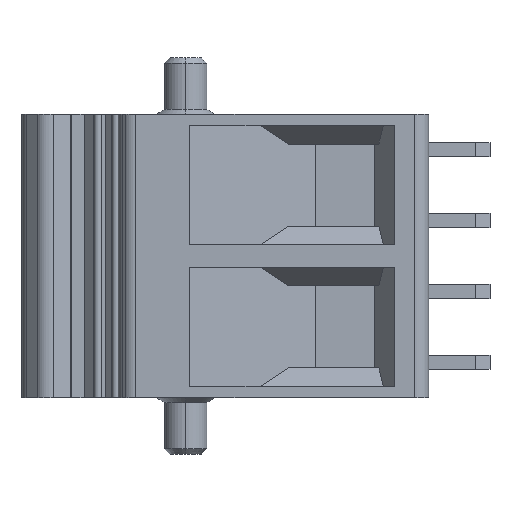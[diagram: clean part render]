
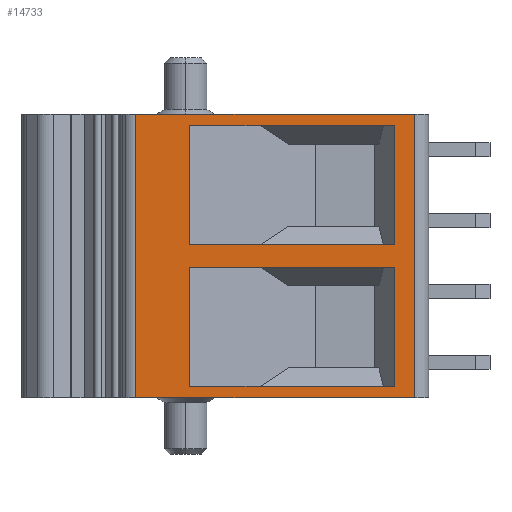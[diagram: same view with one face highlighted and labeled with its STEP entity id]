
A CAD part, left-side view. The second image highlights one B-rep face of the part: STEP entity #14733.
In plain terms, the highlighted planar face has unit normal (-1, 0, 0).
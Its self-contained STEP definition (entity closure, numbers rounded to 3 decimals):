
#3662=DIRECTION('',(0.,1.,0.));
#3663=VECTOR('',#3662,14.466);
#3664=CARTESIAN_POINT('',(-1493.307,-3765.693,
4.2));
#3665=LINE('',#3664,#3663);
#3666=DIRECTION('',(0.,0.,-1.));
#3667=VECTOR('',#3666,8.4);
#3668=CARTESIAN_POINT('',(-1493.307,-3751.227,
4.2));
#3669=LINE('',#3668,#3667);
#3670=DIRECTION('',(0.,1.,0.));
#3671=VECTOR('',#3670,14.466);
#3672=CARTESIAN_POINT('',(-1493.307,-3765.693,
14.2));
#3673=LINE('',#3672,#3671);
#3674=DIRECTION('',(0.,0.,-1.));
#3675=VECTOR('',#3674,8.4);
#3676=CARTESIAN_POINT('',(-1493.307,-3751.227,
14.2));
#3677=LINE('',#3676,#3675);
#3678=DIRECTION('',(0.,1.,0.));
#3679=VECTOR('',#3678,19.676);
#3680=CARTESIAN_POINT('',(-1493.307,-3767.091,
-5.));
#3681=LINE('',#3680,#3679);
#3682=DIRECTION('',(0.,0.,1.));
#3683=VECTOR('',#3682,20.);
#3684=CARTESIAN_POINT('',(-1493.307,-3747.415,
-5.));
#3685=LINE('',#3684,#3683);
#3710=DIRECTION('',(0.,0.,-1.));
#3711=VECTOR('',#3710,8.4);
#3712=CARTESIAN_POINT('',(-1493.307,-3765.693,
4.2));
#3713=LINE('',#3712,#3711);
#3746=DIRECTION('',(0.,1.,0.));
#3747=VECTOR('',#3746,14.466);
#3748=CARTESIAN_POINT('',(-1493.307,-3765.693,
-4.2));
#3749=LINE('',#3748,#3747);
#3798=DIRECTION('',(0.,0.,-1.));
#3799=VECTOR('',#3798,8.4);
#3800=CARTESIAN_POINT('',(-1493.307,-3765.693,
14.2));
#3801=LINE('',#3800,#3799);
#3834=DIRECTION('',(0.,1.,0.));
#3835=VECTOR('',#3834,14.466);
#3836=CARTESIAN_POINT('',(-1493.307,-3765.693,
5.8));
#3837=LINE('',#3836,#3835);
#3862=DIRECTION('',(0.,0.,1.));
#3863=VECTOR('',#3862,20.);
#3864=CARTESIAN_POINT('',(-1493.307,-3767.091,
-5.));
#3865=LINE('',#3864,#3863);
#4400=DIRECTION('',(0.,1.,0.));
#4401=VECTOR('',#4400,19.676);
#4402=CARTESIAN_POINT('',(-1493.307,-3767.091,
15.));
#4403=LINE('',#4402,#4401);
#4766=CARTESIAN_POINT('',(-1493.307,-3767.091,
15.));
#4767=VERTEX_POINT('',#4766);
#4768=CARTESIAN_POINT('',(-1493.307,-3747.415,
15.));
#4769=VERTEX_POINT('',#4768);
#4784=CARTESIAN_POINT('',(-1493.307,-3765.693,
14.2));
#4785=CARTESIAN_POINT('',(-1493.307,-3751.227,
14.2));
#4786=VERTEX_POINT('',#4784);
#4787=VERTEX_POINT('',#4785);
#4788=CARTESIAN_POINT('',(-1493.307,-3751.227,
5.8));
#4789=VERTEX_POINT('',#4788);
#4790=CARTESIAN_POINT('',(-1493.307,-3765.693,
5.8));
#4791=VERTEX_POINT('',#4790);
#5356=CARTESIAN_POINT('',(-1493.307,-3747.415,
-5.));
#5357=VERTEX_POINT('',#5356);
#5358=CARTESIAN_POINT('',(-1493.307,-3767.091,
-5.));
#5359=VERTEX_POINT('',#5358);
#5426=CARTESIAN_POINT('',(-1493.307,-3765.693,
4.2));
#5427=CARTESIAN_POINT('',(-1493.307,-3751.227,
4.2));
#5428=VERTEX_POINT('',#5426);
#5429=VERTEX_POINT('',#5427);
#5430=CARTESIAN_POINT('',(-1493.307,-3751.227,
-4.2));
#5431=VERTEX_POINT('',#5430);
#5432=CARTESIAN_POINT('',(-1493.307,-3765.693,
-4.2));
#5433=VERTEX_POINT('',#5432);
#14699=CARTESIAN_POINT('',(-1493.307,-3747.415,
10.));
#14700=DIRECTION('',(1.,0.,0.));
#14701=DIRECTION('',(0.,-1.,0.));
#14702=AXIS2_PLACEMENT_3D('',#14699,#14700,#14701);
#14703=PLANE('',#14702);
#14705=ORIENTED_EDGE('',*,*,#14704,.F.);
#14707=ORIENTED_EDGE('',*,*,#14706,.T.);
#14708=ORIENTED_EDGE('',*,*,#14682,.T.);
#14710=ORIENTED_EDGE('',*,*,#14709,.F.);
#14711=EDGE_LOOP('',(#14705,#14707,#14708,#14710));
#14712=FACE_OUTER_BOUND('',#14711,.F.);
#14714=ORIENTED_EDGE('',*,*,#14713,.T.);
#14716=ORIENTED_EDGE('',*,*,#14715,.T.);
#14718=ORIENTED_EDGE('',*,*,#14717,.F.);
#14720=ORIENTED_EDGE('',*,*,#14719,.F.);
#14721=EDGE_LOOP('',(#14714,#14716,#14718,#14720));
#14722=FACE_BOUND('',#14721,.F.);
#14724=ORIENTED_EDGE('',*,*,#14723,.T.);
#14726=ORIENTED_EDGE('',*,*,#14725,.T.);
#14728=ORIENTED_EDGE('',*,*,#14727,.F.);
#14730=ORIENTED_EDGE('',*,*,#14729,.F.);
#14731=EDGE_LOOP('',(#14724,#14726,#14728,#14730));
#14732=FACE_BOUND('',#14731,.F.);
#14682=EDGE_CURVE('',#5357,#4769,#3685,.T.);
#14704=EDGE_CURVE('',#5359,#4767,#3865,.T.);
#14706=EDGE_CURVE('',#5359,#5357,#3681,.T.);
#14709=EDGE_CURVE('',#4767,#4769,#4403,.T.);
#14713=EDGE_CURVE('',#4786,#4787,#3673,.T.);
#14715=EDGE_CURVE('',#4787,#4789,#3677,.T.);
#14717=EDGE_CURVE('',#4791,#4789,#3837,.T.);
#14719=EDGE_CURVE('',#4786,#4791,#3801,.T.);
#14723=EDGE_CURVE('',#5428,#5429,#3665,.T.);
#14725=EDGE_CURVE('',#5429,#5431,#3669,.T.);
#14727=EDGE_CURVE('',#5433,#5431,#3749,.T.);
#14729=EDGE_CURVE('',#5428,#5433,#3713,.T.);
#14733=ADVANCED_FACE('',(#14712,#14722,#14732),#14703,.F.);
